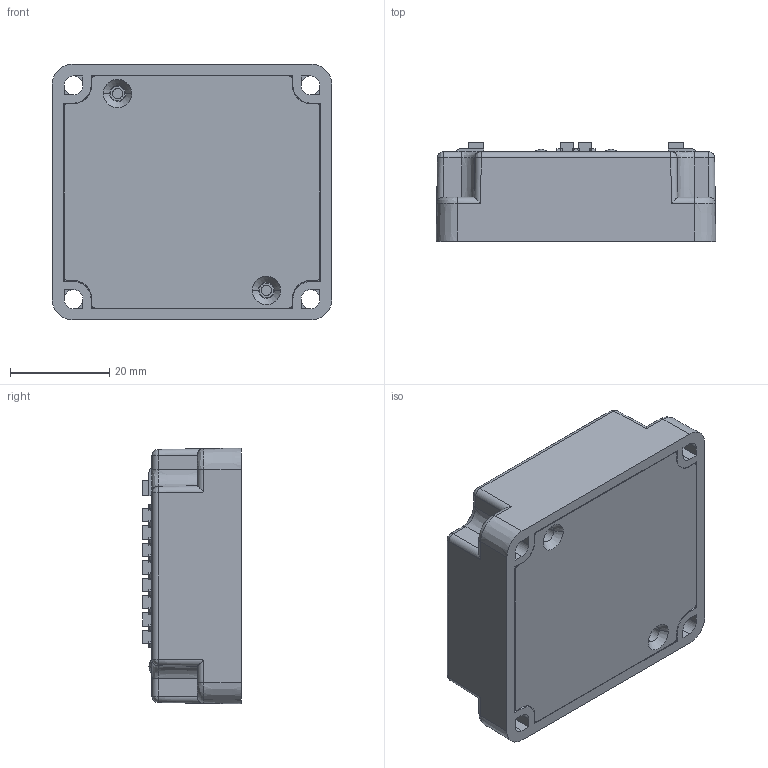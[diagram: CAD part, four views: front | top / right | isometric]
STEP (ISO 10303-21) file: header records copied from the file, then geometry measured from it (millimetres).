
FILE_DESCRIPTION (( 'STEP AP214' ), '1' );
FILE_NAME ('VRM_part.STEP', '2014-08-18T15:01:46', ( 'Mike Copioli' ), ( 'Cross The Road Electronics' ), 'SwSTEP 2.0', 'SolidWorks 2007', '' );
FILE_SCHEMA (( 'AUTOMOTIVE_DESIGN' ));
Length unit declared in the file: inch
Products named in the file (1): VRM_part
Bounding box: 56.39 x 19.92 x 51.56 mm (x, y, z)
Surface area: 32275.7 mm2 (no closed solid volume)
Topology: 0 solids, 40 shells, 2976 faces, 8103 edges, 5368 vertices
Faces by surface type: plane 2100, bspline 525, cylinder 320, cone 31
Entity records: 157713 total; most frequent: CARTESIAN_POINT 46675, ORIENTED_EDGE 16182, DIRECTION 12467, EDGE_CURVE 8095, VECTOR 6125, LINE 6125, VERTEX_POINT 5368, EDGE_LOOP 3267
